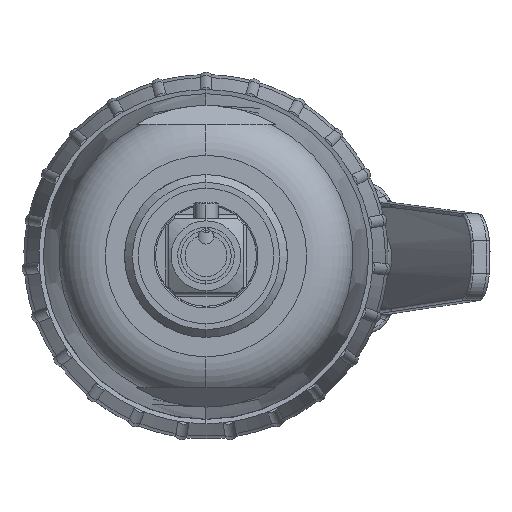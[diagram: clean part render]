
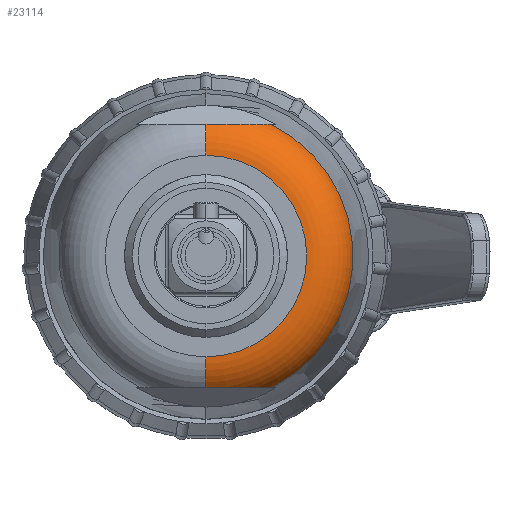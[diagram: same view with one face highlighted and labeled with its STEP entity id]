
A CAD part, top view. The second image highlights one B-rep face of the part: STEP entity #23114.
In plain terms, the highlighted toroidal (fillet/blend) face has major radius 13 mm and minor radius 6 mm.
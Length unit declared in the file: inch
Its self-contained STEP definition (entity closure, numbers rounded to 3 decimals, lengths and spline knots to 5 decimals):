
#9695=CARTESIAN_POINT('',(0.33203,-0.66929,
6.28043));
#9702=CARTESIAN_POINT('',(0.,0.,6.28043));
#9703=DIRECTION('',(0.,0.,1.));
#9704=DIRECTION('',(0.444,-0.896,0.));
#9705=AXIS2_PLACEMENT_3D('',#9702,#9703,#9704);
#9712=CARTESIAN_POINT('',(0.33203,0.66929,
6.28043));
#9743=CARTESIAN_POINT('',(0.,-0.66929,
6.43591));
#9744=CARTESIAN_POINT('',(0.00707,-0.66929,
6.43591));
#9745=CARTESIAN_POINT('',(0.02115,-0.66929,
6.43571));
#9746=CARTESIAN_POINT('',(0.04216,-0.66929,
6.43481));
#9747=CARTESIAN_POINT('',(0.06286,-0.66929,
6.43333));
#9748=CARTESIAN_POINT('',(0.0831,-0.66929,
6.43127));
#9749=CARTESIAN_POINT('',(0.10278,-0.66929,
6.42866));
#9750=CARTESIAN_POINT('',(0.12178,-0.66929,
6.42553));
#9751=CARTESIAN_POINT('',(0.14001,-0.66929,
6.42189));
#9752=CARTESIAN_POINT('',(0.15742,-0.66929,
6.41779));
#9753=CARTESIAN_POINT('',(0.17395,-0.66929,
6.41325));
#9754=CARTESIAN_POINT('',(0.18957,-0.66929,
6.40832));
#9755=CARTESIAN_POINT('',(0.20427,-0.66929,
6.40303));
#9756=CARTESIAN_POINT('',(0.21803,-0.66929,
6.39742));
#9757=CARTESIAN_POINT('',(0.23087,-0.66929,
6.39153));
#9758=CARTESIAN_POINT('',(0.24281,-0.66929,
6.38539));
#9759=CARTESIAN_POINT('',(0.25385,-0.66929,
6.37904));
#9760=CARTESIAN_POINT('',(0.26398,-0.66929,
6.37254));
#9761=CARTESIAN_POINT('',(0.2732,-0.66929,
6.36597));
#9762=CARTESIAN_POINT('',(0.28155,-0.66929,
6.35934));
#9763=CARTESIAN_POINT('',(0.2891,-0.66929,
6.3527));
#9764=CARTESIAN_POINT('',(0.2959,-0.66929,
6.34604));
#9765=CARTESIAN_POINT('',(0.302,-0.66929,
6.33939));
#9766=CARTESIAN_POINT('',(0.30746,-0.66929,
6.33274));
#9767=CARTESIAN_POINT('',(0.31232,-0.66929,
6.32612));
#9768=CARTESIAN_POINT('',(0.31661,-0.66929,
6.31952));
#9769=CARTESIAN_POINT('',(0.32037,-0.66929,
6.31294));
#9770=CARTESIAN_POINT('',(0.32363,-0.66929,
6.30639));
#9771=CARTESIAN_POINT('',(0.32641,-0.66929,
6.29986));
#9772=CARTESIAN_POINT('',(0.32873,-0.66929,
6.29337));
#9773=CARTESIAN_POINT('',(0.33063,-0.66929,
6.28689));
#9774=CARTESIAN_POINT('',(0.33161,-0.66929,
6.28258));
#9775=CARTESIAN_POINT('',(0.33203,-0.66929,
6.28043));
#9777=CARTESIAN_POINT('',(0.,-0.5118,6.25984));
#9778=DIRECTION('',(1.,0.,0.));
#9779=DIRECTION('',(0.,0.,1.));
#9780=AXIS2_PLACEMENT_3D('',#9777,#9778,#9779);
#9782=CARTESIAN_POINT('',(0.33203,0.66929,
6.28043));
#9783=CARTESIAN_POINT('',(0.33161,0.66929,
6.28258));
#9784=CARTESIAN_POINT('',(0.33063,0.66929,
6.2869));
#9785=CARTESIAN_POINT('',(0.32873,0.66929,
6.29339));
#9786=CARTESIAN_POINT('',(0.3264,0.66929,
6.29989));
#9787=CARTESIAN_POINT('',(0.32361,0.66929,
6.30643));
#9788=CARTESIAN_POINT('',(0.32034,0.66929,
6.31299));
#9789=CARTESIAN_POINT('',(0.31657,0.66929,
6.31958));
#9790=CARTESIAN_POINT('',(0.31227,0.66929,
6.32619));
#9791=CARTESIAN_POINT('',(0.3074,0.66929,
6.33283));
#9792=CARTESIAN_POINT('',(0.30192,0.66929,
6.33948));
#9793=CARTESIAN_POINT('',(0.29579,0.66929,
6.34615));
#9794=CARTESIAN_POINT('',(0.28897,0.66929,
6.35281));
#9795=CARTESIAN_POINT('',(0.2814,0.66929,
6.35947));
#9796=CARTESIAN_POINT('',(0.27302,0.66929,
6.3661));
#9797=CARTESIAN_POINT('',(0.26377,0.66929,
6.37269));
#9798=CARTESIAN_POINT('',(0.2536,0.66929,
6.37919));
#9799=CARTESIAN_POINT('',(0.24253,0.66929,
6.38554));
#9800=CARTESIAN_POINT('',(0.23056,0.66929,
6.39168));
#9801=CARTESIAN_POINT('',(0.2177,0.66929,
6.39756));
#9802=CARTESIAN_POINT('',(0.20392,0.66929,
6.40316));
#9803=CARTESIAN_POINT('',(0.18921,0.66929,
6.40844));
#9804=CARTESIAN_POINT('',(0.17359,0.66929,
6.41336));
#9805=CARTESIAN_POINT('',(0.15707,0.66929,
6.41788));
#9806=CARTESIAN_POINT('',(0.13968,0.66929,
6.42196));
#9807=CARTESIAN_POINT('',(0.12147,0.66929,
6.42558));
#9808=CARTESIAN_POINT('',(0.1025,0.66929,
6.42871));
#9809=CARTESIAN_POINT('',(0.08287,0.66929,
6.4313));
#9810=CARTESIAN_POINT('',(0.06267,0.66929,
6.43334));
#9811=CARTESIAN_POINT('',(0.04204,0.66929,
6.43482));
#9812=CARTESIAN_POINT('',(0.02109,0.66929,
6.43571));
#9813=CARTESIAN_POINT('',(0.00705,0.66929,
6.43591));
#9814=CARTESIAN_POINT('',(0.,0.66929,
6.43591));
#9848=CARTESIAN_POINT('',(0.,-0.66929,
6.43591));
#9850=CARTESIAN_POINT('',(0.,0.66929,
6.43591));
#9884=CARTESIAN_POINT('',(0.,0.5118,6.25984));
#9885=DIRECTION('',(-1.,0.,0.));
#9886=DIRECTION('',(0.,0.,1.));
#9887=AXIS2_PLACEMENT_3D('',#9884,#9885,#9886);
#9893=CARTESIAN_POINT('',(0.,0.,6.49606));
#9894=DIRECTION('',(0.,0.,1.));
#9895=DIRECTION('',(0.,-1.,0.));
#9896=AXIS2_PLACEMENT_3D('',#9893,#9894,#9895);
#12373=CARTESIAN_POINT('',(0.,-0.5118,6.49606));
#12374=CARTESIAN_POINT('',(0.,0.5118,6.49606));
#12375=VERTEX_POINT('',#12373);
#12376=VERTEX_POINT('',#12374);
#12381=VERTEX_POINT('',#9712);
#12382=VERTEX_POINT('',#9850);
#12389=VERTEX_POINT('',#9695);
#12390=VERTEX_POINT('',#9848);
#23097=CARTESIAN_POINT('',(0.,0.,6.25984));
#23098=DIRECTION('',(0.,0.,1.));
#23099=DIRECTION('',(-0.006,-1.,0.));
#23100=AXIS2_PLACEMENT_3D('',#23097,#23098,#23099);
#23101=TOROIDAL_SURFACE('',#23100,0.5118,0.23622);
#23102=ORIENTED_EDGE('',*,*,#23059,.F.);
#23104=ORIENTED_EDGE('',*,*,#23103,.F.);
#23106=ORIENTED_EDGE('',*,*,#23105,.T.);
#23108=ORIENTED_EDGE('',*,*,#23107,.T.);
#23110=ORIENTED_EDGE('',*,*,#23109,.F.);
#23111=ORIENTED_EDGE('',*,*,#23084,.F.);
#23112=EDGE_LOOP('',(#23102,#23104,#23106,#23108,#23110,#23111));
#23113=FACE_OUTER_BOUND('',#23112,.F.);
#23114=ADVANCED_FACE('',(#23113),#23101,.T.);
#9706=CIRCLE('',#9705,0.74713);
#9776=B_SPLINE_CURVE_WITH_KNOTS('',3,(#9743,#9744,#9745,#9746,#9747,#9748,#9749,
#9750,#9751,#9752,#9753,#9754,#9755,#9756,#9757,#9758,#9759,#9760,#9761,#9762,
#9763,#9764,#9765,#9766,#9767,#9768,#9769,#9770,#9771,#9772,#9773,#9774,#9775),
.UNSPECIFIED.,.F.,.F.,(4,1,1,1,1,1,1,1,1,1,1,1,1,1,1,1,1,1,1,1,1,1,1,1,1,1,1,1,
1,1,4),(0.,0.03333,0.06667,0.1,0.13333,
0.16667,0.2,0.23333,0.26667,0.3,
0.33333,0.36667,0.4,0.43333,0.46667,
0.5,0.53333,0.56667,0.6,0.63333,
0.66667,0.7,0.73333,0.76667,0.8,
0.83333,0.86667,0.9,0.93333,0.96667,
1.),.UNSPECIFIED.);
#9781=CIRCLE('',#9780,0.23622);
#9815=B_SPLINE_CURVE_WITH_KNOTS('',3,(#9782,#9783,#9784,#9785,#9786,#9787,#9788,
#9789,#9790,#9791,#9792,#9793,#9794,#9795,#9796,#9797,#9798,#9799,#9800,#9801,
#9802,#9803,#9804,#9805,#9806,#9807,#9808,#9809,#9810,#9811,#9812,#9813,#9814),
.UNSPECIFIED.,.F.,.F.,(4,1,1,1,1,1,1,1,1,1,1,1,1,1,1,1,1,1,1,1,1,1,1,1,1,1,1,1,
1,1,4),(0.,0.03333,0.06667,0.1,0.13333,
0.16667,0.2,0.23333,0.26667,0.3,
0.33333,0.36667,0.4,0.43333,0.46667,
0.5,0.53333,0.56667,0.6,0.63333,
0.66667,0.7,0.73333,0.76667,0.8,
0.83333,0.86667,0.9,0.93333,0.96667,
1.),.UNSPECIFIED.);
#9888=CIRCLE('',#9887,0.23622);
#9897=CIRCLE('',#9896,0.5118);
#23059=EDGE_CURVE('',#12390,#12389,#9776,.T.);
#23084=EDGE_CURVE('',#12389,#12381,#9706,.T.);
#23103=EDGE_CURVE('',#12375,#12390,#9781,.T.);
#23105=EDGE_CURVE('',#12375,#12376,#9897,.T.);
#23107=EDGE_CURVE('',#12376,#12382,#9888,.T.);
#23109=EDGE_CURVE('',#12381,#12382,#9815,.T.);
